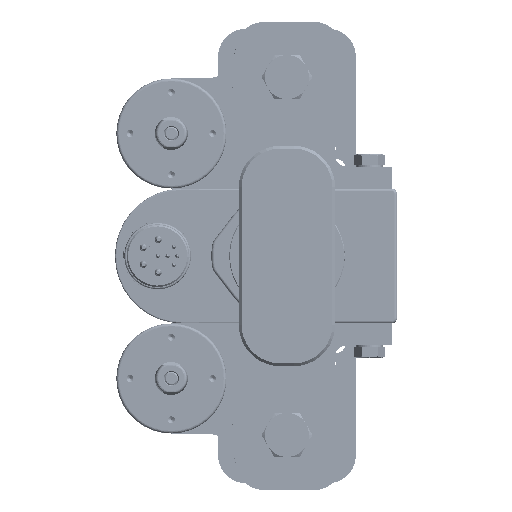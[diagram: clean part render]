
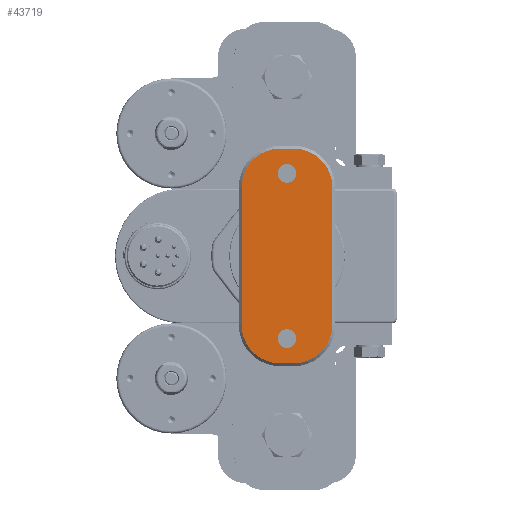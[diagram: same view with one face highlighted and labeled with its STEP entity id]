
A CAD part, left-side view. The second image highlights one B-rep face of the part: STEP entity #43719.
In plain terms, the highlighted face is planar.
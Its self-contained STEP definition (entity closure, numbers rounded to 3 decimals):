
#5 = VECTOR ( 'NONE', #15037, 1000. ) ;
#259 = DIRECTION ( 'NONE',  ( 1., 0., 0. ) ) ;
#340 = ORIENTED_EDGE ( 'NONE', *, *, #2621, .F. ) ;
#1126 = DIRECTION ( 'NONE',  ( 1., 0., 0. ) ) ;
#1529 = DIRECTION ( 'NONE',  ( -1., 0., 0. ) ) ;
#1885 = ORIENTED_EDGE ( 'NONE', *, *, #52626, .F. ) ;
#2138 = DIRECTION ( 'NONE',  ( 0., 0., 1. ) ) ;
#2621 = EDGE_CURVE ( 'NONE', #44047, #44047, #24328, .T. ) ;
#2707 = CARTESIAN_POINT ( 'NONE',  ( -26.6, 0., 15. ) ) ;
#2884 = AXIS2_PLACEMENT_3D ( 'NONE', #7100, #39590, #3107 ) ;
#3107 = DIRECTION ( 'NONE',  ( 1., 0., 0. ) ) ;
#3547 = AXIS2_PLACEMENT_3D ( 'NONE', #37610, #49339, #1126 ) ;
#4610 = CARTESIAN_POINT ( 'NONE',  ( 33.4, 0., 15. ) ) ;
#5136 = FACE_OUTER_BOUND ( 'NONE', #40278, .T. ) ;
#5528 = LINE ( 'NONE', #21800, #51566 ) ;
#6008 = ORIENTED_EDGE ( 'NONE', *, *, #34987, .T. ) ;
#6808 = DIRECTION ( 'NONE',  ( 0., 0., 1. ) ) ;
#6968 = VERTEX_POINT ( 'NONE', #2707 ) ;
#7068 = DIRECTION ( 'NONE',  ( 1., 0., 0. ) ) ;
#7100 = CARTESIAN_POINT ( 'NONE',  ( -25., 2.5, 15. ) ) ;
#7122 = DIRECTION ( 'NONE',  ( 0., 1., 0. ) ) ;
#7352 = CARTESIAN_POINT ( 'NONE',  ( 25., -16.5, 15. ) ) ;
#7816 = ORIENTED_EDGE ( 'NONE', *, *, #21646, .T. ) ;
#8253 = DIRECTION ( 'NONE',  ( 0., 0., 1. ) ) ;
#8294 = CIRCLE ( 'NONE', #12570, 14. ) ;
#8551 = DIRECTION ( 'NONE',  ( 0., -1., 0. ) ) ;
#8579 = VERTEX_POINT ( 'NONE', #32168 ) ;
#10721 = AXIS2_PLACEMENT_3D ( 'NONE', #17260, #13267, #16471 ) ;
#10913 = EDGE_CURVE ( 'NONE', #29594, #51169, #46809, .T. ) ;
#10922 = ORIENTED_EDGE ( 'NONE', *, *, #24577, .T. ) ;
#11286 = EDGE_LOOP ( 'NONE', ( #1885 ) ) ;
#11683 = VERTEX_POINT ( 'NONE', #47739 ) ;
#12570 = AXIS2_PLACEMENT_3D ( 'NONE', #28772, #8253, #259 ) ;
#13267 = DIRECTION ( 'NONE',  ( 0., 0., 1. ) ) ;
#13626 = ORIENTED_EDGE ( 'NONE', *, *, #47376, .T. ) ;
#14299 = CARTESIAN_POINT ( 'NONE',  ( -39., -2.5, 15. ) ) ;
#14784 = CIRCLE ( 'NONE', #2884, 14. ) ;
#14939 = CIRCLE ( 'NONE', #21755, 14. ) ;
#15037 = DIRECTION ( 'NONE',  ( 1., 0., 0. ) ) ;
#15145 = VERTEX_POINT ( 'NONE', #21993 ) ;
#15852 = CARTESIAN_POINT ( 'NONE',  ( -25., -2.5, 15. ) ) ;
#16042 = VERTEX_POINT ( 'NONE', #14299 ) ;
#16057 = CIRCLE ( 'NONE', #45794, 3.4 ) ;
#16471 = DIRECTION ( 'NONE',  ( 1., 0., 0. ) ) ;
#16596 = CARTESIAN_POINT ( 'NONE',  ( -25., 16.5, 15. ) ) ;
#17067 = LINE ( 'NONE', #32794, #29637 ) ;
#17260 = CARTESIAN_POINT ( 'NONE',  ( 30., 0., 15. ) ) ;
#17332 = DIRECTION ( 'NONE',  ( 1., 0., 0. ) ) ;
#18301 = CARTESIAN_POINT ( 'NONE',  ( 25., -2.5, 15. ) ) ;
#20819 = CIRCLE ( 'NONE', #34402, 14. ) ;
#21405 = FACE_BOUND ( 'NONE', #11286, .T. ) ;
#21646 = EDGE_CURVE ( 'NONE', #8579, #16042, #17067, .T. ) ;
#21755 = AXIS2_PLACEMENT_3D ( 'NONE', #18301, #29719, #37971 ) ;
#21800 = CARTESIAN_POINT ( 'NONE',  ( -25., 16.5, 15. ) ) ;
#21993 = CARTESIAN_POINT ( 'NONE',  ( 25., 16.5, 15. ) ) ;
#22679 = EDGE_CURVE ( 'NONE', #11683, #39448, #43273, .T. ) ;
#24328 = CIRCLE ( 'NONE', #10721, 3.4 ) ;
#24419 = EDGE_LOOP ( 'NONE', ( #340 ) ) ;
#24577 = EDGE_CURVE ( 'NONE', #15145, #45394, #5528, .T. ) ;
#26388 = CARTESIAN_POINT ( 'NONE',  ( -30., 0., 15. ) ) ;
#27065 = ORIENTED_EDGE ( 'NONE', *, *, #30931, .T. ) ;
#27890 = EDGE_CURVE ( 'NONE', #45394, #8579, #14784, .T. ) ;
#28772 = CARTESIAN_POINT ( 'NONE',  ( 25., 2.5, 15. ) ) ;
#29070 = ORIENTED_EDGE ( 'NONE', *, *, #10913, .T. ) ;
#29594 = VERTEX_POINT ( 'NONE', #31541 ) ;
#29637 = VECTOR ( 'NONE', #8551, 1000. ) ;
#29719 = DIRECTION ( 'NONE',  ( 0., 0., 1. ) ) ;
#30931 = EDGE_CURVE ( 'NONE', #39448, #29594, #14939, .T. ) ;
#31541 = CARTESIAN_POINT ( 'NONE',  ( 39., -2.5, 15. ) ) ;
#32168 = CARTESIAN_POINT ( 'NONE',  ( -39., 2.5, 15. ) ) ;
#32794 = CARTESIAN_POINT ( 'NONE',  ( -39., 0., 15. ) ) ;
#33106 = FACE_BOUND ( 'NONE', #24419, .T. ) ;
#34402 = AXIS2_PLACEMENT_3D ( 'NONE', #15852, #6808, #7068 ) ;
#34987 = EDGE_CURVE ( 'NONE', #51169, #15145, #8294, .T. ) ;
#37610 = CARTESIAN_POINT ( 'NONE',  ( 0., 0., 15. ) ) ;
#37882 = PLANE ( 'NONE',  #3547 ) ;
#37971 = DIRECTION ( 'NONE',  ( 1., 0., 0. ) ) ;
#39448 = VERTEX_POINT ( 'NONE', #7352 ) ;
#39590 = DIRECTION ( 'NONE',  ( 0., 0., 1. ) ) ;
#40046 = CARTESIAN_POINT ( 'NONE',  ( 25., -16.5, 15. ) ) ;
#40278 = EDGE_LOOP ( 'NONE', ( #29070, #6008, #10922, #42999, #7816, #13626, #48990, #27065 ) ) ;
#42999 = ORIENTED_EDGE ( 'NONE', *, *, #27890, .T. ) ;
#43273 = LINE ( 'NONE', #40046, #5 ) ;
#43600 = CARTESIAN_POINT ( 'NONE',  ( 39., 0., 15. ) ) ;
#43719 = ADVANCED_FACE ( 'NONE', ( #5136, #33106, #21405 ), #37882, .T. ) ;
#44022 = VECTOR ( 'NONE', #7122, 1000. ) ;
#44047 = VERTEX_POINT ( 'NONE', #4610 ) ;
#45394 = VERTEX_POINT ( 'NONE', #16596 ) ;
#45794 = AXIS2_PLACEMENT_3D ( 'NONE', #26388, #2138, #17332 ) ;
#46809 = LINE ( 'NONE', #43600, #44022 ) ;
#47376 = EDGE_CURVE ( 'NONE', #16042, #11683, #20819, .T. ) ;
#47739 = CARTESIAN_POINT ( 'NONE',  ( -25., -16.5, 15. ) ) ;
#48990 = ORIENTED_EDGE ( 'NONE', *, *, #22679, .T. ) ;
#49339 = DIRECTION ( 'NONE',  ( 0., 0., 1. ) ) ;
#51169 = VERTEX_POINT ( 'NONE', #52599 ) ;
#51566 = VECTOR ( 'NONE', #1529, 1000. ) ;
#52599 = CARTESIAN_POINT ( 'NONE',  ( 39., 2.5, 15. ) ) ;
#52626 = EDGE_CURVE ( 'NONE', #6968, #6968, #16057, .T. ) ;
